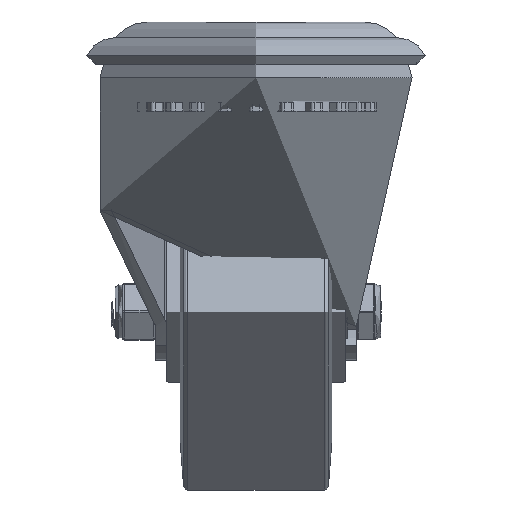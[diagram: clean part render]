
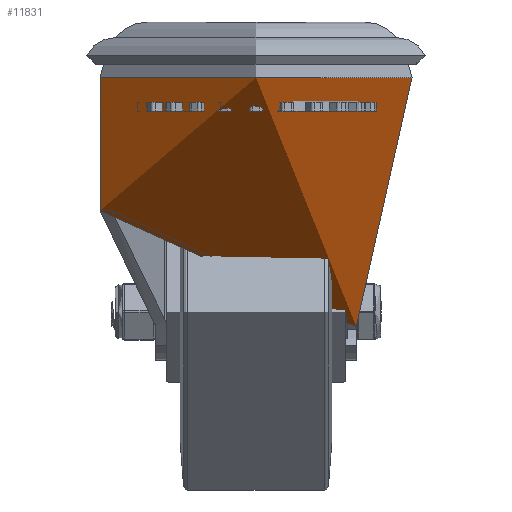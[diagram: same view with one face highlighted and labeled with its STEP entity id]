
A CAD part, left-side view. The second image highlights one B-rep face of the part: STEP entity #11831.
In plain terms, the highlighted cylindrical face has radius 35 mm (diameter 70 mm), a full revolution.
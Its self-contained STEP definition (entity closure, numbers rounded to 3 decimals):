
#206=B_SPLINE_CURVE_WITH_KNOTS('',3,(#18344,#18345,#18346,#18347,#18348,
#18349,#18350,#18351,#18352,#18353,#18354,#18355,#18356,#18357,#18358,#18359,
#18360,#18361,#18362,#18363,#18364,#18365,#18366,#18367,#18368,#18369,#18370,
#18371,#18372,#18373,#18374,#18375,#18376,#18377,#18378,#18379,#18380,#18381,
#18382,#18383,#18384,#18385,#18386,#18387),.UNSPECIFIED.,.F.,.F.,(4,2,2,
2,2,2,2,2,2,2,2,2,2,2,2,2,2,2,2,2,2,4),(6.422,7.254,
8.086,8.917,9.749,10.397,11.045,
11.693,12.341,12.989,13.637,14.285,
14.934,15.765,16.597,17.429,18.26,
19.198,20.136,21.074,22.011,22.093),
 .UNSPECIFIED.);
#207=B_SPLINE_CURVE_WITH_KNOTS('',3,(#18391,#18392,#18393,#18394,#18395,
#18396,#18397,#18398,#18399,#18400),.UNSPECIFIED.,.F.,.F.,(4,2,2,2,4),(-0.839,
-0.739,-0.639,-0.526,-0.413),
 .UNSPECIFIED.);
#208=B_SPLINE_CURVE_WITH_KNOTS('',3,(#18404,#18405,#18406,#18407,#18408,
#18409,#18410,#18411,#18412,#18413),.UNSPECIFIED.,.F.,.F.,(4,2,2,2,4),(-0.426,
-0.314,-0.201,-0.1,0.),
 .UNSPECIFIED.);
#209=B_SPLINE_CURVE_WITH_KNOTS('',3,(#18416,#18417,#18418,#18419,#18420,
#18421,#18422,#18423,#18424,#18425,#18426,#18427),.UNSPECIFIED.,.F.,.F.,
(4,2,2,2,2,4),(2.589,2.671,3.609,4.547,
5.485,6.422),.UNSPECIFIED.);
#884=CYLINDRICAL_SURFACE('',#12883,35.);
#1368=LINE('',#18342,#2407);
#1369=LINE('',#18389,#2408);
#1370=LINE('',#18415,#2409);
#2407=VECTOR('',#14861,35.);
#2408=VECTOR('',#14862,1000.);
#2409=VECTOR('',#14865,1000.);
#3341=FACE_OUTER_BOUND('',#4020,.T.);
#4020=EDGE_LOOP('',(#9089,#9090,#9091,#9092,#9093,#9094,#9095,#9096,#9097,
#9098));
#4754=CIRCLE('',#12867,35.);
#4766=CIRCLE('',#12884,35.);
#5449=VERTEX_POINT('',#18313);
#5458=VERTEX_POINT('',#18341);
#5459=VERTEX_POINT('',#18343);
#5460=VERTEX_POINT('',#18388);
#5461=VERTEX_POINT('',#18390);
#5462=VERTEX_POINT('',#18401);
#5463=VERTEX_POINT('',#18403);
#5464=VERTEX_POINT('',#18414);
#6776=EDGE_CURVE('',#5449,#5449,#4754,.T.);
#6790=EDGE_CURVE('',#5449,#5458,#1368,.T.);
#6791=EDGE_CURVE('',#5458,#5459,#206,.T.);
#6792=EDGE_CURVE('',#5459,#5460,#1369,.T.);
#6793=EDGE_CURVE('',#5461,#5460,#207,.F.);
#6794=EDGE_CURVE('',#5461,#5462,#4766,.T.);
#6795=EDGE_CURVE('',#5463,#5462,#208,.F.);
#6796=EDGE_CURVE('',#5463,#5464,#1370,.T.);
#6797=EDGE_CURVE('',#5464,#5458,#209,.T.);
#9089=ORIENTED_EDGE('',*,*,#6776,.F.);
#9090=ORIENTED_EDGE('',*,*,#6790,.T.);
#9091=ORIENTED_EDGE('',*,*,#6791,.T.);
#9092=ORIENTED_EDGE('',*,*,#6792,.T.);
#9093=ORIENTED_EDGE('',*,*,#6793,.F.);
#9094=ORIENTED_EDGE('',*,*,#6794,.T.);
#9095=ORIENTED_EDGE('',*,*,#6795,.F.);
#9096=ORIENTED_EDGE('',*,*,#6796,.T.);
#9097=ORIENTED_EDGE('',*,*,#6797,.T.);
#9098=ORIENTED_EDGE('',*,*,#6790,.F.);
#11831=ADVANCED_FACE('',(#3341),#884,.T.);
#12867=AXIS2_PLACEMENT_3D('',#18314,#14825,#14826);
#12883=AXIS2_PLACEMENT_3D('',#18340,#14859,#14860);
#12884=AXIS2_PLACEMENT_3D('',#18402,#14863,#14864);
#14825=DIRECTION('center_axis',(0.,0.,1.));
#14826=DIRECTION('ref_axis',(0.,-1.,0.));
#14859=DIRECTION('center_axis',(0.,0.,1.));
#14860=DIRECTION('ref_axis',(0.,-1.,0.));
#14861=DIRECTION('',(0.,0.,-1.));
#14862=DIRECTION('',(0.,0.,1.));
#14863=DIRECTION('center_axis',(0.,0.,1.));
#14864=DIRECTION('ref_axis',(0.,-1.,0.));
#14865=DIRECTION('',(0.,0.,-1.));
#18313=CARTESIAN_POINT('',(0.,35.,-3.009));
#18314=CARTESIAN_POINT('Origin',(0.,0.,-3.009));
#18340=CARTESIAN_POINT('Origin',(0.,0.,-66.511));
#18341=CARTESIAN_POINT('',(0.,35.,-32.843));
#18342=CARTESIAN_POINT('',(0.,35.,-66.511));
#18343=CARTESIAN_POINT('',(26.81,-22.5,-58.876));
#18344=CARTESIAN_POINT('Ctrl Pts',(0.,35.,-32.843));
#18345=CARTESIAN_POINT('Ctrl Pts',(-2.121,35.,-31.057));
#18346=CARTESIAN_POINT('Ctrl Pts',(-4.358,34.805,-29.231));
#18347=CARTESIAN_POINT('Ctrl Pts',(-8.903,33.928,-25.65));
#18348=CARTESIAN_POINT('Ctrl Pts',(-11.209,33.246,-23.894));
#18349=CARTESIAN_POINT('Ctrl Pts',(-15.716,31.368,-20.574));
#18350=CARTESIAN_POINT('Ctrl Pts',(-17.919,30.17,-19.007));
#18351=CARTESIAN_POINT('Ctrl Pts',(-22.053,27.295,-16.151));
#18352=CARTESIAN_POINT('Ctrl Pts',(-23.983,25.617,-14.862));
#18353=CARTESIAN_POINT('Ctrl Pts',(-27.044,22.306,-12.863));
#18354=CARTESIAN_POINT('Ctrl Pts',(-28.333,20.659,-12.039));
#18355=CARTESIAN_POINT('Ctrl Pts',(-30.643,17.046,-10.586));
#18356=CARTESIAN_POINT('Ctrl Pts',(-31.663,15.079,-9.957));
#18357=CARTESIAN_POINT('Ctrl Pts',(-33.319,10.946,-8.947));
#18358=CARTESIAN_POINT('Ctrl Pts',(-33.956,8.775,-8.564));
#18359=CARTESIAN_POINT('Ctrl Pts',(-34.796,4.382,-8.06));
#18360=CARTESIAN_POINT('Ctrl Pts',(-35.,2.16,-7.94));
#18361=CARTESIAN_POINT('Ctrl Pts',(-35.,-2.16,-7.94));
#18362=CARTESIAN_POINT('Ctrl Pts',(-34.796,-4.382,
-8.06));
#18363=CARTESIAN_POINT('Ctrl Pts',(-33.956,-8.775,
-8.564));
#18364=CARTESIAN_POINT('Ctrl Pts',(-33.319,-10.946,
-8.947));
#18365=CARTESIAN_POINT('Ctrl Pts',(-31.663,-15.079,-9.957));
#18366=CARTESIAN_POINT('Ctrl Pts',(-30.643,-17.046,
-10.586));
#18367=CARTESIAN_POINT('Ctrl Pts',(-28.333,-20.659,
-12.039));
#18368=CARTESIAN_POINT('Ctrl Pts',(-27.044,-22.306,
-12.863));
#18369=CARTESIAN_POINT('Ctrl Pts',(-23.983,-25.617,
-14.862));
#18370=CARTESIAN_POINT('Ctrl Pts',(-22.053,-27.295,-16.151));
#18371=CARTESIAN_POINT('Ctrl Pts',(-17.919,-30.17,-19.007));
#18372=CARTESIAN_POINT('Ctrl Pts',(-15.716,-31.368,-20.574));
#18373=CARTESIAN_POINT('Ctrl Pts',(-11.209,-33.246,
-23.894));
#18374=CARTESIAN_POINT('Ctrl Pts',(-8.903,-33.928,-25.65));
#18375=CARTESIAN_POINT('Ctrl Pts',(-4.358,-34.805,
-29.231));
#18376=CARTESIAN_POINT('Ctrl Pts',(-2.121,-35.,-31.057));
#18377=CARTESIAN_POINT('Ctrl Pts',(2.391,-35.,-34.856));
#18378=CARTESIAN_POINT('Ctrl Pts',(4.837,-34.752,-36.991));
#18379=CARTESIAN_POINT('Ctrl Pts',(9.67,-33.728,-41.371));
#18380=CARTESIAN_POINT('Ctrl Pts',(12.056,-32.953,-43.617));
#18381=CARTESIAN_POINT('Ctrl Pts',(16.624,-30.902,-48.075));
#18382=CARTESIAN_POINT('Ctrl Pts',(18.807,-29.625,-50.287));
#18383=CARTESIAN_POINT('Ctrl Pts',(22.853,-26.629,-54.522));
#18384=CARTESIAN_POINT('Ctrl Pts',(24.717,-24.909,-56.544));
#18385=CARTESIAN_POINT('Ctrl Pts',(26.52,-22.841,-58.552));
#18386=CARTESIAN_POINT('Ctrl Pts',(26.665,-22.672,-58.714));
#18387=CARTESIAN_POINT('Ctrl Pts',(26.81,-22.5,-58.876));
#18388=CARTESIAN_POINT('',(26.81,-22.5,-6.508));
#18389=CARTESIAN_POINT('',(26.81,-22.5,-35.259));
#18390=CARTESIAN_POINT('',(28.723,-20.,-4.008));
#18391=CARTESIAN_POINT('Ctrl Pts',(26.81,-22.5,-6.508));
#18392=CARTESIAN_POINT('Ctrl Pts',(26.81,-22.5,-6.173));
#18393=CARTESIAN_POINT('Ctrl Pts',(26.87,-22.429,-5.828));
#18394=CARTESIAN_POINT('Ctrl Pts',(27.087,-22.166,-5.215));
#18395=CARTESIAN_POINT('Ctrl Pts',(27.243,-21.974,-4.947));
#18396=CARTESIAN_POINT('Ctrl Pts',(27.591,-21.536,-4.509));
#18397=CARTESIAN_POINT('Ctrl Pts',(27.813,-21.251,-4.318));
#18398=CARTESIAN_POINT('Ctrl Pts',(28.271,-20.637,-4.068));
#18399=CARTESIAN_POINT('Ctrl Pts',(28.508,-20.308,-4.008));
#18400=CARTESIAN_POINT('Ctrl Pts',(28.723,-20.,-4.008));
#18401=CARTESIAN_POINT('',(28.723,20.,-4.008));
#18402=CARTESIAN_POINT('Origin',(0.,0.,-4.008));
#18403=CARTESIAN_POINT('',(26.81,22.5,-6.508));
#18404=CARTESIAN_POINT('Ctrl Pts',(28.723,20.,-4.008));
#18405=CARTESIAN_POINT('Ctrl Pts',(28.508,20.308,-4.008));
#18406=CARTESIAN_POINT('Ctrl Pts',(28.271,20.637,-4.068));
#18407=CARTESIAN_POINT('Ctrl Pts',(27.813,21.251,-4.318));
#18408=CARTESIAN_POINT('Ctrl Pts',(27.591,21.536,-4.509));
#18409=CARTESIAN_POINT('Ctrl Pts',(27.243,21.974,-4.947));
#18410=CARTESIAN_POINT('Ctrl Pts',(27.087,22.166,-5.215));
#18411=CARTESIAN_POINT('Ctrl Pts',(26.87,22.429,-5.828));
#18412=CARTESIAN_POINT('Ctrl Pts',(26.81,22.5,-6.173));
#18413=CARTESIAN_POINT('Ctrl Pts',(26.81,22.5,-6.508));
#18414=CARTESIAN_POINT('',(26.81,22.5,-58.876));
#18415=CARTESIAN_POINT('',(26.81,22.5,-35.259));
#18416=CARTESIAN_POINT('Ctrl Pts',(26.81,22.5,-58.876));
#18417=CARTESIAN_POINT('Ctrl Pts',(26.665,22.672,-58.714));
#18418=CARTESIAN_POINT('Ctrl Pts',(26.52,22.841,-58.552));
#18419=CARTESIAN_POINT('Ctrl Pts',(24.717,24.909,-56.544));
#18420=CARTESIAN_POINT('Ctrl Pts',(22.853,26.629,-54.522));
#18421=CARTESIAN_POINT('Ctrl Pts',(18.807,29.625,-50.287));
#18422=CARTESIAN_POINT('Ctrl Pts',(16.624,30.902,-48.075));
#18423=CARTESIAN_POINT('Ctrl Pts',(12.056,32.953,-43.617));
#18424=CARTESIAN_POINT('Ctrl Pts',(9.67,33.728,-41.371));
#18425=CARTESIAN_POINT('Ctrl Pts',(4.837,34.752,-36.991));
#18426=CARTESIAN_POINT('Ctrl Pts',(2.391,35.,-34.856));
#18427=CARTESIAN_POINT('Ctrl Pts',(0.,35.,-32.843));
